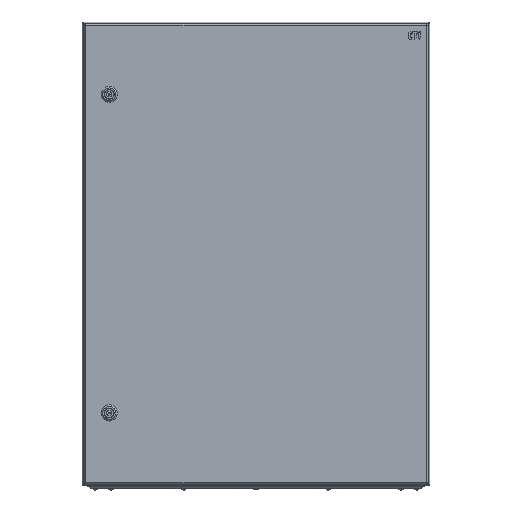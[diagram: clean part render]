
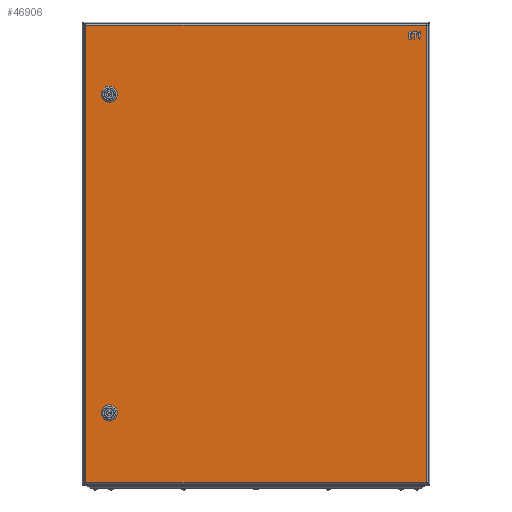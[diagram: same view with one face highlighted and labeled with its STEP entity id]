
A CAD part, front view. The second image highlights one B-rep face of the part: STEP entity #46906.
In plain terms, the highlighted face is planar.
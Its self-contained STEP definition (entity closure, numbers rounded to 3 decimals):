
#45947=CARTESIAN_POINT('',(-275.,-278.7,0.));
#45948=DIRECTION('',(0.,0.,-1.));
#45949=DIRECTION('',(-0.893,0.449,0.));
#45950=AXIS2_PLACEMENT_3D('',#45947,#45948,#45949);
#45955=CARTESIAN_POINT('',(-275.,-278.7,0.));
#45956=DIRECTION('',(0.,0.,-1.));
#45957=DIRECTION('',(0.449,0.893,0.));
#45958=AXIS2_PLACEMENT_3D('',#45955,#45956,#45957);
#45963=CARTESIAN_POINT('',(-275.,-278.7,0.));
#45964=DIRECTION('',(0.,0.,-1.));
#45965=DIRECTION('',(0.893,-0.449,0.));
#45966=AXIS2_PLACEMENT_3D('',#45963,#45964,#45965);
#45971=CARTESIAN_POINT('',(-275.,-278.7,0.));
#45972=DIRECTION('',(0.,0.,-1.));
#45973=DIRECTION('',(-0.449,-0.893,0.));
#45974=AXIS2_PLACEMENT_3D('',#45971,#45972,#45973);
#45979=CARTESIAN_POINT('',(275.,-278.7,0.));
#45980=DIRECTION('',(0.,0.,-1.));
#45981=DIRECTION('',(-0.449,-0.893,0.));
#45982=AXIS2_PLACEMENT_3D('',#45979,#45980,#45981);
#45987=CARTESIAN_POINT('',(275.,-278.7,0.));
#45988=DIRECTION('',(0.,0.,-1.));
#45989=DIRECTION('',(-0.893,0.449,0.));
#45990=AXIS2_PLACEMENT_3D('',#45987,#45988,#45989);
#45995=CARTESIAN_POINT('',(275.,-278.7,0.));
#45996=DIRECTION('',(0.,0.,-1.));
#45997=DIRECTION('',(0.449,0.893,0.));
#45998=AXIS2_PLACEMENT_3D('',#45995,#45996,#45997);
#46003=CARTESIAN_POINT('',(275.,-278.7,0.));
#46004=DIRECTION('',(0.,0.,-1.));
#46005=DIRECTION('',(0.893,-0.449,0.));
#46006=AXIS2_PLACEMENT_3D('',#46003,#46004,#46005);
#46018=DIRECTION('',(0.,1.,0.));
#46019=VECTOR('',#46018,588.4);
#46020=CARTESIAN_POINT('',(-394.5,-319.2,0.));
#46021=LINE('',#46020,#46019);
#46113=DIRECTION('',(0.,-1.,0.));
#46114=VECTOR('',#46113,588.4);
#46115=CARTESIAN_POINT('',(394.5,269.2,0.));
#46116=LINE('',#46115,#46114);
#46158=DIRECTION('',(-1.,0.,0.));
#46159=VECTOR('',#46158,789.);
#46160=CARTESIAN_POINT('',(394.5,-319.2,0.));
#46161=LINE('',#46160,#46159);
#46300=DIRECTION('',(1.,0.,0.));
#46301=VECTOR('',#46300,789.);
#46302=CARTESIAN_POINT('',(-394.5,269.2,0.));
#46303=LINE('',#46302,#46301);
#46559=DIRECTION('',(0.,-1.,0.));
#46560=VECTOR('',#46559,10.111);
#46561=CARTESIAN_POINT('',(-285.05,-273.644,0.));
#46562=LINE('',#46561,#46560);
#46580=DIRECTION('',(-1.,0.,0.));
#46581=VECTOR('',#46580,10.111);
#46582=CARTESIAN_POINT('',(-269.944,-268.65,0.));
#46583=LINE('',#46582,#46581);
#46601=DIRECTION('',(0.,1.,0.));
#46602=VECTOR('',#46601,10.111);
#46603=CARTESIAN_POINT('',(-264.95,-283.756,0.));
#46604=LINE('',#46603,#46602);
#46622=DIRECTION('',(1.,0.,0.));
#46623=VECTOR('',#46622,10.111);
#46624=CARTESIAN_POINT('',(-280.056,-288.75,0.));
#46625=LINE('',#46624,#46623);
#46657=DIRECTION('',(1.,0.,0.));
#46658=VECTOR('',#46657,10.111);
#46659=CARTESIAN_POINT('',(269.944,-288.75,0.));
#46660=LINE('',#46659,#46658);
#46678=DIRECTION('',(0.,-1.,0.));
#46679=VECTOR('',#46678,10.111);
#46680=CARTESIAN_POINT('',(264.95,-273.644,0.));
#46681=LINE('',#46680,#46679);
#46699=DIRECTION('',(-1.,0.,0.));
#46700=VECTOR('',#46699,10.111);
#46701=CARTESIAN_POINT('',(280.056,-268.65,0.));
#46702=LINE('',#46701,#46700);
#46720=DIRECTION('',(0.,1.,0.));
#46721=VECTOR('',#46720,10.111);
#46722=CARTESIAN_POINT('',(285.05,-283.756,0.));
#46723=LINE('',#46722,#46721);
#46727=CARTESIAN_POINT('',(-394.5,-319.2,0.));
#46728=CARTESIAN_POINT('',(-394.5,269.2,0.));
#46729=VERTEX_POINT('',#46727);
#46730=VERTEX_POINT('',#46728);
#46731=CARTESIAN_POINT('',(394.5,-319.2,0.));
#46732=VERTEX_POINT('',#46731);
#46733=CARTESIAN_POINT('',(394.5,269.2,0.));
#46734=VERTEX_POINT('',#46733);
#46735=CARTESIAN_POINT('',(-285.05,-273.644,0.));
#46736=CARTESIAN_POINT('',(-280.056,-268.65,0.));
#46737=VERTEX_POINT('',#46735);
#46738=VERTEX_POINT('',#46736);
#46739=CARTESIAN_POINT('',(-269.944,-268.65,0.));
#46740=VERTEX_POINT('',#46739);
#46741=CARTESIAN_POINT('',(-264.95,-273.644,0.));
#46742=VERTEX_POINT('',#46741);
#46743=CARTESIAN_POINT('',(-264.95,-283.756,0.));
#46744=VERTEX_POINT('',#46743);
#46745=CARTESIAN_POINT('',(-269.944,-288.75,0.));
#46746=VERTEX_POINT('',#46745);
#46747=CARTESIAN_POINT('',(-280.056,-288.75,0.));
#46748=VERTEX_POINT('',#46747);
#46749=CARTESIAN_POINT('',(-285.05,-283.756,0.));
#46750=VERTEX_POINT('',#46749);
#46751=CARTESIAN_POINT('',(269.944,-288.75,0.));
#46752=CARTESIAN_POINT('',(280.056,-288.75,0.));
#46753=VERTEX_POINT('',#46751);
#46754=VERTEX_POINT('',#46752);
#46755=CARTESIAN_POINT('',(264.95,-283.756,0.));
#46756=VERTEX_POINT('',#46755);
#46757=CARTESIAN_POINT('',(264.95,-273.644,0.));
#46758=VERTEX_POINT('',#46757);
#46759=CARTESIAN_POINT('',(269.944,-268.65,0.));
#46760=VERTEX_POINT('',#46759);
#46761=CARTESIAN_POINT('',(280.056,-268.65,0.));
#46762=VERTEX_POINT('',#46761);
#46763=CARTESIAN_POINT('',(285.05,-273.644,0.));
#46764=VERTEX_POINT('',#46763);
#46765=CARTESIAN_POINT('',(285.05,-283.756,0.));
#46766=VERTEX_POINT('',#46765);
#46855=CARTESIAN_POINT('',(0.,0.,0.));
#46856=DIRECTION('',(0.,0.,-1.));
#46857=DIRECTION('',(-1.,0.,0.));
#46858=AXIS2_PLACEMENT_3D('',#46855,#46856,#46857);
#46859=PLANE('',#46858);
#46861=ORIENTED_EDGE('',*,*,#46860,.F.);
#46863=ORIENTED_EDGE('',*,*,#46862,.F.);
#46865=ORIENTED_EDGE('',*,*,#46864,.F.);
#46867=ORIENTED_EDGE('',*,*,#46866,.F.);
#46868=EDGE_LOOP('',(#46861,#46863,#46865,#46867));
#46869=FACE_OUTER_BOUND('',#46868,.F.);
#46871=ORIENTED_EDGE('',*,*,#46870,.T.);
#46873=ORIENTED_EDGE('',*,*,#46872,.F.);
#46875=ORIENTED_EDGE('',*,*,#46874,.T.);
#46877=ORIENTED_EDGE('',*,*,#46876,.F.);
#46879=ORIENTED_EDGE('',*,*,#46878,.T.);
#46881=ORIENTED_EDGE('',*,*,#46880,.F.);
#46883=ORIENTED_EDGE('',*,*,#46882,.T.);
#46885=ORIENTED_EDGE('',*,*,#46884,.F.);
#46886=EDGE_LOOP('',(#46871,#46873,#46875,#46877,#46879,#46881,#46883,#46885));
#46887=FACE_BOUND('',#46886,.F.);
#46889=ORIENTED_EDGE('',*,*,#46888,.F.);
#46891=ORIENTED_EDGE('',*,*,#46890,.T.);
#46893=ORIENTED_EDGE('',*,*,#46892,.F.);
#46895=ORIENTED_EDGE('',*,*,#46894,.T.);
#46897=ORIENTED_EDGE('',*,*,#46896,.F.);
#46899=ORIENTED_EDGE('',*,*,#46898,.T.);
#46901=ORIENTED_EDGE('',*,*,#46900,.F.);
#46903=ORIENTED_EDGE('',*,*,#46902,.T.);
#46904=EDGE_LOOP('',(#46889,#46891,#46893,#46895,#46897,#46899,#46901,#46903));
#46905=FACE_BOUND('',#46904,.F.);
#45951=CIRCLE('',#45950,11.25);
#45959=CIRCLE('',#45958,11.25);
#45967=CIRCLE('',#45966,11.25);
#45975=CIRCLE('',#45974,11.25);
#45983=CIRCLE('',#45982,11.25);
#45991=CIRCLE('',#45990,11.25);
#45999=CIRCLE('',#45998,11.25);
#46007=CIRCLE('',#46006,11.25);
#46860=EDGE_CURVE('',#46729,#46730,#46021,.T.);
#46862=EDGE_CURVE('',#46732,#46729,#46161,.T.);
#46864=EDGE_CURVE('',#46734,#46732,#46116,.T.);
#46866=EDGE_CURVE('',#46730,#46734,#46303,.T.);
#46870=EDGE_CURVE('',#46737,#46738,#45951,.T.);
#46872=EDGE_CURVE('',#46740,#46738,#46583,.T.);
#46874=EDGE_CURVE('',#46740,#46742,#45959,.T.);
#46876=EDGE_CURVE('',#46744,#46742,#46604,.T.);
#46878=EDGE_CURVE('',#46744,#46746,#45967,.T.);
#46880=EDGE_CURVE('',#46748,#46746,#46625,.T.);
#46882=EDGE_CURVE('',#46748,#46750,#45975,.T.);
#46884=EDGE_CURVE('',#46737,#46750,#46562,.T.);
#46888=EDGE_CURVE('',#46753,#46754,#46660,.T.);
#46890=EDGE_CURVE('',#46753,#46756,#45983,.T.);
#46892=EDGE_CURVE('',#46758,#46756,#46681,.T.);
#46894=EDGE_CURVE('',#46758,#46760,#45991,.T.);
#46896=EDGE_CURVE('',#46762,#46760,#46702,.T.);
#46898=EDGE_CURVE('',#46762,#46764,#45999,.T.);
#46900=EDGE_CURVE('',#46766,#46764,#46723,.T.);
#46902=EDGE_CURVE('',#46766,#46754,#46007,.T.);
#46906=ADVANCED_FACE('',(#46869,#46887,#46905),#46859,.T.);
